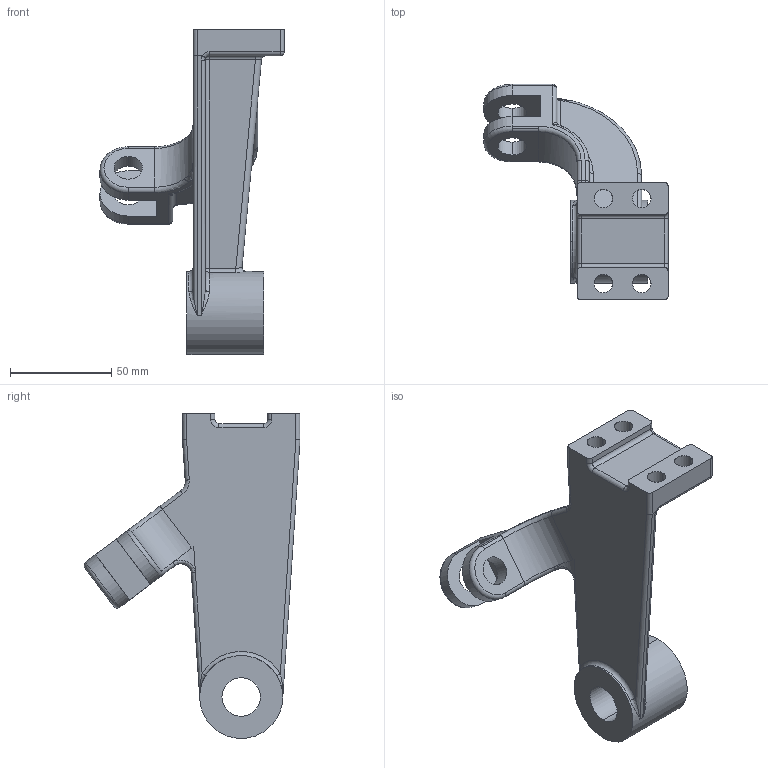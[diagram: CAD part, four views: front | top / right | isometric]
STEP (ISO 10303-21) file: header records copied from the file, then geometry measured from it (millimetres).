
FILE_DESCRIPTION (( 'STEP AP214' ), '1' );
FILE_NAME ('Part1b1.STEP', '2020-07-06T04:03:39', ( '' ), ( '' ), 'SwSTEP 2.0', 'SolidWorks 2019', '' );
FILE_SCHEMA (( 'AUTOMOTIVE_DESIGN' ));
Length unit declared in the file: millimetre
Products named in the file (1): Part1b1
Bounding box: 91 x 106.62 x 160.5 mm (x, y, z)
Volume: 145871.2 mm3; surface area: 45180.1 mm2
Topology: 1 solids, 1 shells, 194 faces, 466 edges, 256 vertices
Faces by surface type: cylinder 79, plane 33, bspline 32, torus 21, cone 16, sphere 13
Entity records: 8374 total; most frequent: CARTESIAN_POINT 4093, DIRECTION 897, ORIENTED_EDGE 896, EDGE_CURVE 448, AXIS2_PLACEMENT_3D 362, VERTEX_POINT 256, EDGE_LOOP 208, CIRCLE 199
